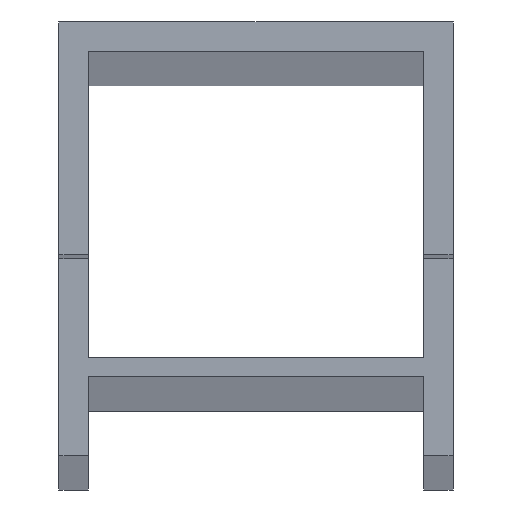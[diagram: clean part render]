
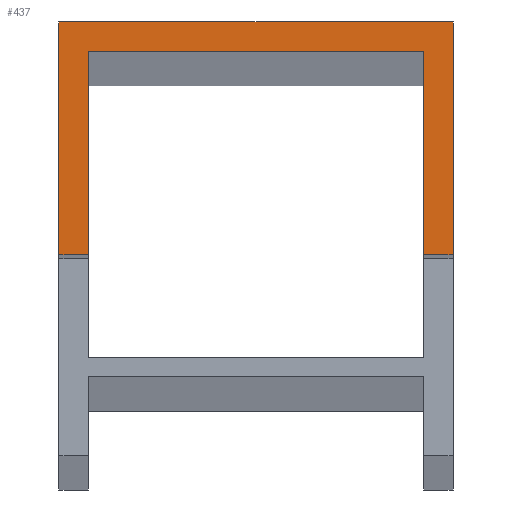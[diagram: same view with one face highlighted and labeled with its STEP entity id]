
A CAD part, top view. The second image highlights one B-rep face of the part: STEP entity #437.
In plain terms, the highlighted planar face has unit normal (0, 0, 1).
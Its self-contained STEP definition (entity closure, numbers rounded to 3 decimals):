
#25=FACE_OUTER_BOUND('',#49,.T.);
#49=EDGE_LOOP('',(#317,#318,#319,#320,#321,#322,#323,#324));
#67=LINE('',#610,#127);
#71=LINE('',#617,#131);
#73=LINE('',#622,#133);
#77=LINE('',#631,#137);
#80=LINE('',#637,#140);
#83=LINE('',#641,#143);
#85=LINE('',#646,#145);
#88=LINE('',#650,#148);
#127=VECTOR('',#498,10.);
#131=VECTOR('',#504,10.);
#133=VECTOR('',#508,10.);
#137=VECTOR('',#514,10.);
#140=VECTOR('',#519,10.);
#143=VECTOR('',#524,10.);
#145=VECTOR('',#528,10.);
#148=VECTOR('',#533,10.);
#187=VERTEX_POINT('',#607);
#188=VERTEX_POINT('',#609);
#190=VERTEX_POINT('',#615);
#192=VERTEX_POINT('',#621);
#195=VERTEX_POINT('',#628);
#196=VERTEX_POINT('',#630);
#198=VERTEX_POINT('',#636);
#200=VERTEX_POINT('',#645);
#227=EDGE_CURVE('',#187,#188,#67,.T.);
#231=EDGE_CURVE('',#190,#187,#71,.T.);
#233=EDGE_CURVE('',#188,#192,#73,.T.);
#237=EDGE_CURVE('',#196,#195,#77,.T.);
#240=EDGE_CURVE('',#198,#196,#80,.T.);
#243=EDGE_CURVE('',#198,#190,#83,.T.);
#245=EDGE_CURVE('',#200,#192,#85,.T.);
#248=EDGE_CURVE('',#195,#200,#88,.T.);
#317=ORIENTED_EDGE('',*,*,#248,.T.);
#318=ORIENTED_EDGE('',*,*,#245,.T.);
#319=ORIENTED_EDGE('',*,*,#233,.F.);
#320=ORIENTED_EDGE('',*,*,#227,.F.);
#321=ORIENTED_EDGE('',*,*,#231,.F.);
#322=ORIENTED_EDGE('',*,*,#243,.F.);
#323=ORIENTED_EDGE('',*,*,#240,.T.);
#324=ORIENTED_EDGE('',*,*,#237,.T.);
#413=PLANE('',#476);
#437=ADVANCED_FACE('',(#25),#413,.T.);
#476=AXIS2_PLACEMENT_3D('',#651,#534,#535);
#498=DIRECTION('',(-1.,0.,0.));
#504=DIRECTION('',(0.,-1.,0.));
#508=DIRECTION('',(0.,1.,0.));
#514=DIRECTION('',(1.,0.,0.));
#519=DIRECTION('',(0.,-1.,0.));
#524=DIRECTION('',(1.,0.,0.));
#528=DIRECTION('',(1.,0.,0.));
#533=DIRECTION('',(0.,1.,0.));
#534=DIRECTION('center_axis',(0.,0.,1.));
#535=DIRECTION('ref_axis',(1.,0.,0.));
#607=CARTESIAN_POINT('',(10.,6.2,1000.));
#609=CARTESIAN_POINT('',(8.5,6.2,1000.));
#610=CARTESIAN_POINT('',(10.,6.2,1000.));
#615=CARTESIAN_POINT('',(10.,18.,1000.));
#617=CARTESIAN_POINT('',(10.,18.,1000.));
#621=CARTESIAN_POINT('',(8.5,16.5,1000.));
#622=CARTESIAN_POINT('',(8.5,6.2,1000.));
#628=CARTESIAN_POINT('',(-8.5,6.2,1000.));
#630=CARTESIAN_POINT('',(-10.,6.2,1000.));
#631=CARTESIAN_POINT('',(-10.,6.2,1000.));
#636=CARTESIAN_POINT('',(-10.,18.,1000.));
#637=CARTESIAN_POINT('',(-10.,18.,1000.));
#641=CARTESIAN_POINT('',(0.,18.,1000.));
#645=CARTESIAN_POINT('',(-8.5,16.5,1000.));
#646=CARTESIAN_POINT('',(-8.5,16.5,1000.));
#650=CARTESIAN_POINT('',(-8.5,6.2,1000.));
#651=CARTESIAN_POINT('Origin',(-5.,12.1,1000.));
